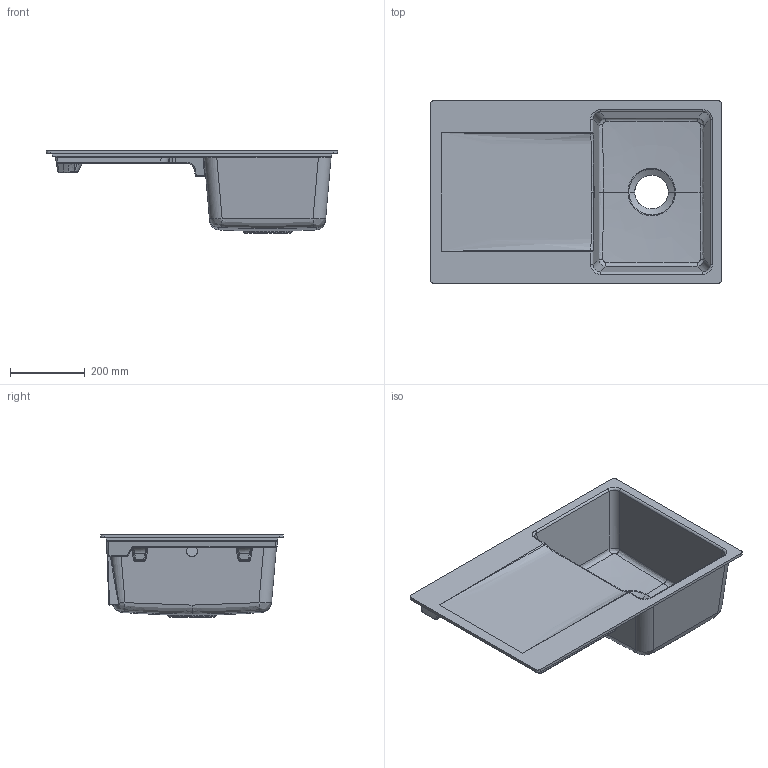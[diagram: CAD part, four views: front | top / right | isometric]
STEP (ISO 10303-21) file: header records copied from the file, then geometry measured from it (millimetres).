
FILE_DESCRIPTION(/* description */ (''),/* implementation_level */ '2;1');
FILE_NAME(/* name */ '33340F_33341F_33342F.stp',/* time_stamp */ '2022-09-06T09:07:52+02:00',/* author */ (''),/* organization */ (''),/* preprocessor_version */ 'ST-DEVELOPER v18.1',/* originating_system */ 'SIEMENS PLM Software NX 1973',/* authorisation */ '');
FILE_SCHEMA (('AUTOMOTIVE_DESIGN { 1 0 10303 214 3 1 1 1 }'));
Length unit declared in the file: millimetre
Products named in the file (1): rupp483C9BACrr5o
Bounding box: 780 x 490 x 220 mm (x, y, z)
Volume: 10158573.3 mm3; surface area: 1329534.6 mm2
Topology: 1 solids, 1 shells, 409 faces, 957 edges, 533 vertices
Faces by surface type: bspline 174, cylinder 125, plane 67, torus 17, sphere 16, cone 10
Full cylindrical faces by diameter (mm): 30 x1, 90 x1
Entity records: 22201 total; most frequent: CARTESIAN_POINT 14002, ORIENTED_EDGE 1862, DIRECTION 1465, EDGE_CURVE 931, AXIS2_PLACEMENT_3D 591, VERTEX_POINT 531, EDGE_LOOP 420, ADVANCED_FACE 409
